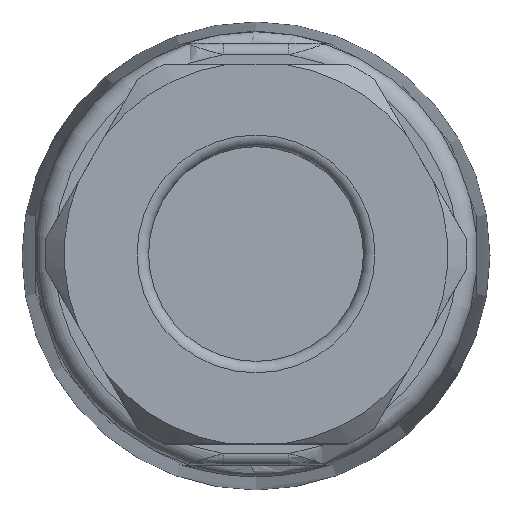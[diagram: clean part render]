
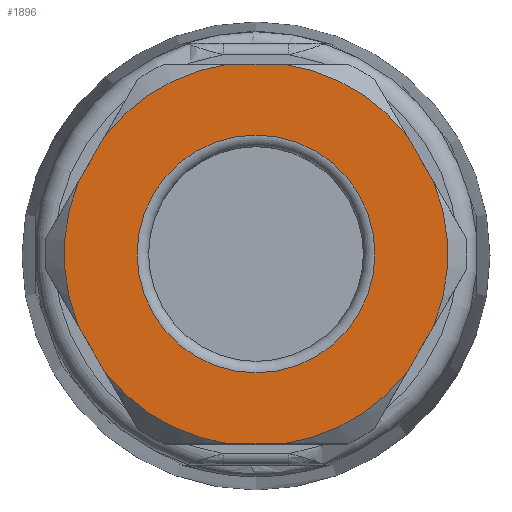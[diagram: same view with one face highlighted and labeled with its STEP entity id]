
A CAD part, top view. The second image highlights one B-rep face of the part: STEP entity #1896.
In plain terms, the highlighted planar face has unit normal (0, 0, 1).
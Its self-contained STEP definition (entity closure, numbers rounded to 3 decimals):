
#1358=FACE_BOUND('',#2273,.T.);
#1359=FACE_BOUND('',#2274,.T.);
#1636=CIRCLE('',#4544,3.1);
#1638=CIRCLE('',#4547,5.);
#1640=CIRCLE('',#4550,5.);
#1642=CIRCLE('',#4553,5.);
#1644=CIRCLE('',#4556,5.);
#1646=CIRCLE('',#4559,5.);
#1647=CIRCLE('',#4561,5.);
#1730=PLANE('',#4562);
#1896=ADVANCED_FACE('',(#1358,#1359),#1730,.T.);
#2273=EDGE_LOOP('',(#3308));
#2274=EDGE_LOOP('',(#3309,#3310,#3311,#3312,#3313,#3314,#3315,#3316,#3317,
#3318,#3319,#3320));
#2438=LINE('',#7102,#2579);
#2439=LINE('',#7103,#2580);
#2440=LINE('',#7104,#2581);
#2441=LINE('',#7105,#2582);
#2442=LINE('',#7106,#2583);
#2443=LINE('',#7110,#2584);
#2579=VECTOR('',#5378,1.);
#2580=VECTOR('',#5379,1.);
#2581=VECTOR('',#5380,1.);
#2582=VECTOR('',#5381,1.);
#2583=VECTOR('',#5382,1.);
#2584=VECTOR('',#5385,1.);
#3308=ORIENTED_EDGE('',*,*,#4114,.T.);
#3309=ORIENTED_EDGE('',*,*,#4135,.F.);
#3310=ORIENTED_EDGE('',*,*,#4122,.T.);
#3311=ORIENTED_EDGE('',*,*,#4136,.F.);
#3312=ORIENTED_EDGE('',*,*,#4126,.T.);
#3313=ORIENTED_EDGE('',*,*,#4137,.F.);
#3314=ORIENTED_EDGE('',*,*,#4130,.T.);
#3315=ORIENTED_EDGE('',*,*,#4138,.F.);
#3316=ORIENTED_EDGE('',*,*,#4134,.T.);
#3317=ORIENTED_EDGE('',*,*,#4139,.F.);
#3318=ORIENTED_EDGE('',*,*,#4140,.T.);
#3319=ORIENTED_EDGE('',*,*,#4141,.F.);
#3320=ORIENTED_EDGE('',*,*,#4118,.T.);
#3726=VERTEX_POINT('',#7025);
#3728=VERTEX_POINT('',#7032);
#3730=VERTEX_POINT('',#7039);
#3732=VERTEX_POINT('',#7047);
#3734=VERTEX_POINT('',#7054);
#3736=VERTEX_POINT('',#7062);
#3738=VERTEX_POINT('',#7069);
#3740=VERTEX_POINT('',#7077);
#3742=VERTEX_POINT('',#7084);
#3744=VERTEX_POINT('',#7092);
#3746=VERTEX_POINT('',#7099);
#3747=VERTEX_POINT('',#7107);
#3748=VERTEX_POINT('',#7109);
#4114=EDGE_CURVE('',#3726,#3726,#1636,.T.);
#4118=EDGE_CURVE('',#3728,#3730,#1638,.T.);
#4122=EDGE_CURVE('',#3732,#3734,#1640,.T.);
#4126=EDGE_CURVE('',#3736,#3738,#1642,.T.);
#4130=EDGE_CURVE('',#3740,#3742,#1644,.T.);
#4134=EDGE_CURVE('',#3744,#3746,#1646,.T.);
#4135=EDGE_CURVE('',#3732,#3730,#2438,.T.);
#4136=EDGE_CURVE('',#3736,#3734,#2439,.T.);
#4137=EDGE_CURVE('',#3740,#3738,#2440,.T.);
#4138=EDGE_CURVE('',#3744,#3742,#2441,.T.);
#4139=EDGE_CURVE('',#3747,#3746,#2442,.T.);
#4140=EDGE_CURVE('',#3747,#3748,#1647,.T.);
#4141=EDGE_CURVE('',#3728,#3748,#2443,.T.);
#4544=AXIS2_PLACEMENT_3D('',#7024,#5344,#5345);
#4547=AXIS2_PLACEMENT_3D('',#7040,#5350,#5351);
#4550=AXIS2_PLACEMENT_3D('',#7055,#5356,#5357);
#4553=AXIS2_PLACEMENT_3D('',#7070,#5362,#5363);
#4556=AXIS2_PLACEMENT_3D('',#7085,#5368,#5369);
#4559=AXIS2_PLACEMENT_3D('',#7100,#5374,#5375);
#4561=AXIS2_PLACEMENT_3D('',#7108,#5383,#5384);
#4562=AXIS2_PLACEMENT_3D('',#7111,#5386,#5387);
#5344=DIRECTION('',(0.,0.,-1.));
#5345=DIRECTION('',(0.,1.,0.));
#5350=DIRECTION('',(0.,0.,1.));
#5351=DIRECTION('',(0.,1.,0.));
#5356=DIRECTION('',(0.,0.,1.));
#5357=DIRECTION('',(0.,1.,0.));
#5362=DIRECTION('',(0.,0.,1.));
#5363=DIRECTION('',(0.,1.,0.));
#5368=DIRECTION('',(0.,0.,1.));
#5369=DIRECTION('',(0.,1.,0.));
#5374=DIRECTION('',(0.,0.,1.));
#5375=DIRECTION('',(0.,1.,0.));
#5378=DIRECTION('',(-0.5,-0.866,0.));
#5379=DIRECTION('',(0.5,-0.866,0.));
#5380=DIRECTION('',(1.,0.,0.));
#5381=DIRECTION('',(0.5,0.866,0.));
#5382=DIRECTION('',(-0.5,0.866,0.));
#5383=DIRECTION('',(0.,0.,1.));
#5384=DIRECTION('',(0.,1.,0.));
#5385=DIRECTION('',(-1.,0.,0.));
#5386=DIRECTION('',(0.,0.,1.));
#5387=DIRECTION('',(0.,1.,0.));
#7024=CARTESIAN_POINT('',(-130.,60.,-11.158));
#7025=CARTESIAN_POINT('',(-130.,63.1,-11.158));
#7032=CARTESIAN_POINT('',(-129.295,55.05,-11.158));
#7039=CARTESIAN_POINT('',(-126.066,56.914,-11.158));
#7040=CARTESIAN_POINT('',(-130.,60.,-11.158));
#7047=CARTESIAN_POINT('',(-125.361,58.136,-11.158));
#7054=CARTESIAN_POINT('',(-125.361,61.864,-11.158));
#7055=CARTESIAN_POINT('',(-130.,60.,-11.158));
#7062=CARTESIAN_POINT('',(-126.066,63.086,-11.158));
#7069=CARTESIAN_POINT('',(-129.295,64.95,-11.158));
#7070=CARTESIAN_POINT('',(-130.,60.,-11.158));
#7077=CARTESIAN_POINT('',(-130.705,64.95,-11.158));
#7084=CARTESIAN_POINT('',(-133.934,63.086,-11.158));
#7085=CARTESIAN_POINT('',(-130.,60.,-11.158));
#7092=CARTESIAN_POINT('',(-134.639,61.864,-11.158));
#7099=CARTESIAN_POINT('',(-134.639,58.136,-11.158));
#7100=CARTESIAN_POINT('',(-130.,60.,-11.158));
#7102=CARTESIAN_POINT('',(-124.284,60.,-11.158));
#7103=CARTESIAN_POINT('',(-127.142,64.95,-11.158));
#7104=CARTESIAN_POINT('',(-132.858,64.95,-11.158));
#7105=CARTESIAN_POINT('',(-135.716,60.,-11.158));
#7106=CARTESIAN_POINT('',(-132.858,55.05,-11.158));
#7107=CARTESIAN_POINT('',(-133.934,56.914,-11.158));
#7108=CARTESIAN_POINT('',(-130.,60.,-11.158));
#7109=CARTESIAN_POINT('',(-130.705,55.05,-11.158));
#7110=CARTESIAN_POINT('',(-127.142,55.05,-11.158));
#7111=CARTESIAN_POINT('',(-130.,60.,-11.158));
